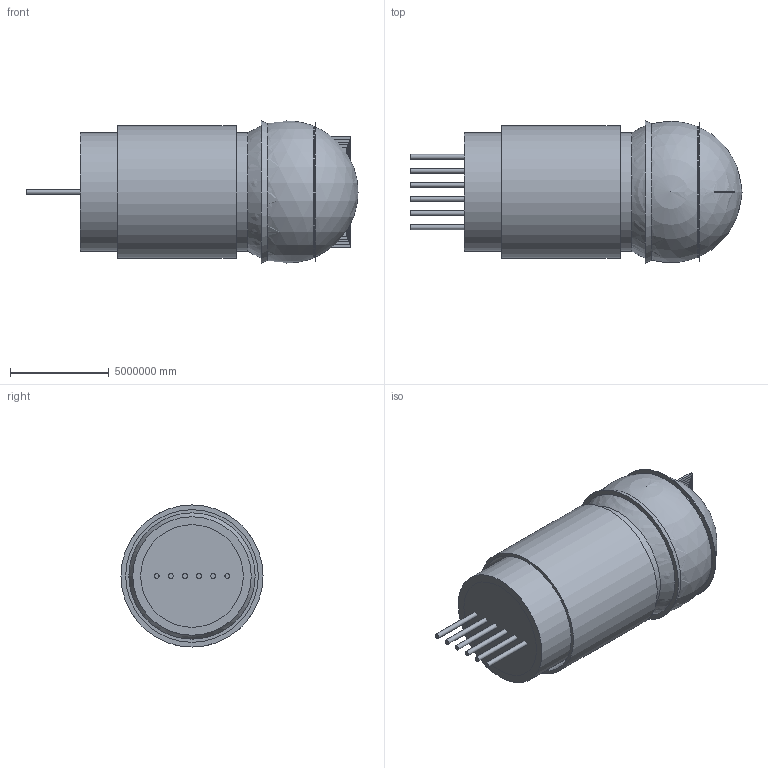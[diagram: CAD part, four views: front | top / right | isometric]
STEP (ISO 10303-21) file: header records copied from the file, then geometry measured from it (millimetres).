
FILE_DESCRIPTION(('FreeCAD Model'),'2;1');
FILE_NAME('Open CASCADE Shape Model','2025-10-14T02:03:16',('Author'),( ''),'Open CASCADE STEP processor 7.8','FreeCAD','Unknown');
FILE_SCHEMA(('AUTOMOTIVE_DESIGN { 1 0 10303 214 1 1 1 1 }'));
Length unit declared in the file: metre
Products named in the file (10): MasterSolid; AvionicsVault; FrameRings; StiffenerWebs; Bulkheads; Longerons; TPS_FrontStrata; TPS_Belly; MLI_Belts; SunshadeMulti
Bounding box: 16824000 x 7200000 x 7200000 mm (x, y, z)
Volume: 402267591500081070080 mm3
Topology: 56 solids, 72 shells, 253 faces, 375 edges, 251 vertices
Faces by surface type: plane 191, cylinder 48, sphere 12, cone 2
Full cylindrical faces by diameter (mm): 240000 x6, 2392000 x1, 2444000 x2, 2496000 x2, 2548000 x2, 2600000 x1, 3800000 x7, 5000000 x6, 5600000 x1, 5800000 x6, 5836000 x6, 5960000 x1, 6000000 x2, 6320000 x1, 6400000 x1, 6680000 x1, 6720000 x1, 7040000 x1
Entity records: 11470 total; most frequent: CARTESIAN_POINT 2712, DIRECTION 1640, LINE 826, VECTOR 826, ORIENTED_EDGE 690, PCURVE 690, DEFINITIONAL_REPRESENTATION 690, AXIS2_PLACEMENT_3D 357
